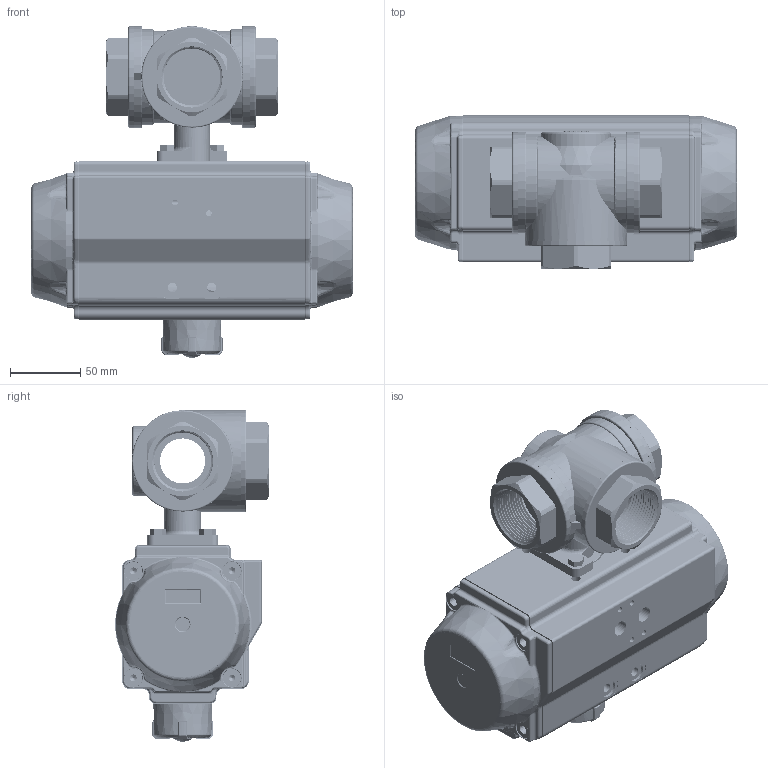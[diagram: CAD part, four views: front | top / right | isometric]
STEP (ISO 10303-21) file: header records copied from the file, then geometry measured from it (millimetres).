
FILE_DESCRIPTION(/* description */ ('Unknown'),/* implementation_level */ '2;1');
FILE_NAME(/* name */ 'PE04 0837_0838-07',/* time_stamp */ '2025-03-25T11:01:49+01:00',/* author */ ('Unknown'),/* organization */ ('Unknown'),/* preprocessor_version */ 'ST-DEVELOPER v19.4',/* originating_system */ 'Solid Edge',/* authorisation */ 'Unknown');
FILE_SCHEMA (('AUTOMOTIVE_DESIGN { 1 0 10303 214 3 1 1 }','AUTOMOTIVE_DESIGN {1 0 10303 214 3 1 1}'));
Products named in the file (16): PE04 0837_0838-07; 2.330_335.032; 351-07-002; 351-07-005; 351-07-001; PD05_PE04; VTE85____; Optische Anzeige; ______; ________(___________; cup head nib bolts with large head gb_GB_FASTENER_BOLT_CHNBW M6X25-N; huosai85; zhou85; vt85-2016-06-25  _______MIR; vt85-2016-06-25; DIN558_M_6x16.1.3
Assembly tree (23 placements, depth 4):
  PE04 0837_0838-07
    2.330_335.032
      351-07-002  x3
      351-07-005
      351-07-001
    PD05_PE04
      VTE85____
      Optische Anzeige
        ______
        ________(___________  x4
        cup head nib bolts with large head gb_GB_FASTENER_BOLT_CHNBW M6X25-N
      huosai85  x2
      zhou85
      vt85-2016-06-25  _______MIR
      vt85-2016-06-25
    DIN558_M_6x16.1.3  x3
Bounding box: 228 x 109.25 x 235.31 mm (x, y, z)
Volume: 1391300 mm3; surface area: 425058.6 mm2
Topology: 20 solids, 20 shells, 3885 faces, 10144 edges, 6439 vertices
Faces by surface type: plane 1518, cylinder 855, bspline 715, torus 516, cone 267, sphere 14
Full cylindrical faces by diameter (mm): 3 x16, 3.3 x8, 4 x15, 4.134 x8, 4.66 x1, 4.917 x13, 5 x1, 6 x4, 6.2 x1, 6.647 x6, 7 x3, 11.445 x2, 12 x4, 13 x10, 15 x4, 16.2 x1, 16.5 x1, 17 x1, 18 x1, 18.7 x1, 20 x7, 23 x12, 26 x2, 27 x1, 31.5 x1, 32 x4, 32.2 x1, 32.4 x1, 36 x4, 38.5 x1
Entity records: 131370 total; most frequent: CARTESIAN_POINT 61903, ORIENTED_EDGE 15352, DIRECTION 12700, EDGE_CURVE 7676, VERTEX_POINT 5077, AXIS2_PLACEMENT_3D 4660, FACE_BOUND 3523, EDGE_LOOP 3510
